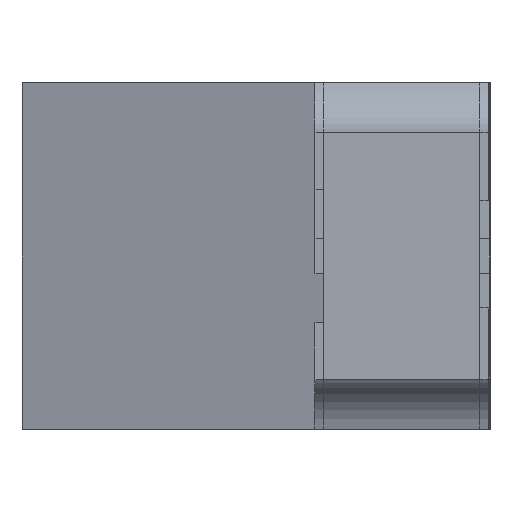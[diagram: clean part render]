
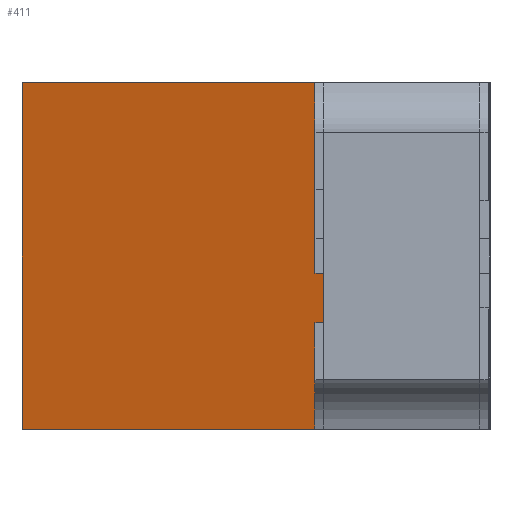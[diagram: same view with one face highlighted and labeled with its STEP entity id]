
A CAD part, left-side view. The second image highlights one B-rep face of the part: STEP entity #411.
In plain terms, the highlighted planar face has unit normal (-0.961, 0.276, 0).
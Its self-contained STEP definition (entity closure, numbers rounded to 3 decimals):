
#366 = VERTEX_POINT ( 'NONE', #2650 ) ;
#368 = EDGE_CURVE ( 'NONE', #369, #366, #2649, .T. ) ;
#369 = VERTEX_POINT ( 'NONE', #2645 ) ;
#383 = VERTEX_POINT ( 'NONE', #2708 ) ;
#411 = ADVANCED_FACE ( 'NONE', ( #2758 ), #2804, .F. ) ;
#412 = EDGE_LOOP ( 'NONE', ( #413, #415, #416, #417 ) ) ;
#413 = ORIENTED_EDGE ( 'NONE', *, *, #414, .T. ) ;
#414 = EDGE_CURVE ( 'NONE', #366, #433, #2798, .T. ) ;
#415 = ORIENTED_EDGE ( 'NONE', *, *, #432, .F. ) ;
#416 = ORIENTED_EDGE ( 'NONE', *, *, #424, .F. ) ;
#417 = ORIENTED_EDGE ( 'NONE', *, *, #368, .T. ) ;
#424 = EDGE_CURVE ( 'NONE', #369, #383, #2855, .T. ) ;
#432 = EDGE_CURVE ( 'NONE', #383, #433, #2883, .T. ) ;
#433 = VERTEX_POINT ( 'NONE', #2879 ) ;
#2645 = CARTESIAN_POINT ( 'NONE',  ( -1., 0., -0.5 ) ) ;
#2646 = DIRECTION ( 'NONE',  ( 0., 0., 1. ) ) ;
#2647 = VECTOR ( 'NONE', #2646, 1000. ) ;
#2648 = CARTESIAN_POINT ( 'NONE',  ( -1., 0., -0.5 ) ) ;
#2649 = LINE ( 'NONE', #2648, #2647 ) ;
#2650 = CARTESIAN_POINT ( 'NONE',  ( -1., 0., 0.5 ) ) ;
#2708 = CARTESIAN_POINT ( 'NONE',  ( -0.75, 0.87, -0.5 ) ) ;
#2758 = FACE_OUTER_BOUND ( 'NONE', #412, .T. ) ;
#2795 = DIRECTION ( 'NONE',  ( 0.276, 0.961, 0. ) ) ;
#2796 = VECTOR ( 'NONE', #2795, 1000. ) ;
#2797 = CARTESIAN_POINT ( 'NONE',  ( -1., 0., 0.5 ) ) ;
#2798 = LINE ( 'NONE', #2797, #2796 ) ;
#2800 = DIRECTION ( 'NONE',  ( 0.276, 0.961, 0. ) ) ;
#2801 = DIRECTION ( 'NONE',  ( 0.961, -0.276, 0. ) ) ;
#2802 = CARTESIAN_POINT ( 'NONE',  ( -0.75, 0.87, 0.5 ) ) ;
#2803 = AXIS2_PLACEMENT_3D ( 'NONE', #2802, #2801, #2800 ) ;
#2804 = PLANE ( 'NONE',  #2803 ) ;
#2852 = DIRECTION ( 'NONE',  ( 0.276, 0.961, 0. ) ) ;
#2853 = VECTOR ( 'NONE', #2852, 1000. ) ;
#2854 = CARTESIAN_POINT ( 'NONE',  ( -1., 0., -0.5 ) ) ;
#2855 = LINE ( 'NONE', #2854, #2853 ) ;
#2879 = CARTESIAN_POINT ( 'NONE',  ( -0.75, 0.87, 0.5 ) ) ;
#2880 = DIRECTION ( 'NONE',  ( 0., 0., 1. ) ) ;
#2881 = VECTOR ( 'NONE', #2880, 1000. ) ;
#2882 = CARTESIAN_POINT ( 'NONE',  ( -0.75, 0.87, 0.5 ) ) ;
#2883 = LINE ( 'NONE', #2882, #2881 ) ;
